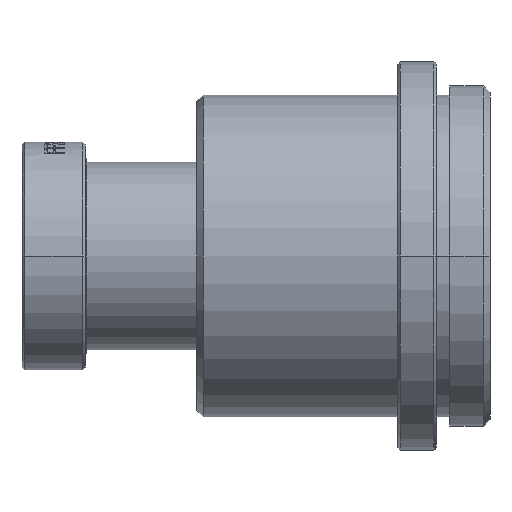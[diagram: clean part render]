
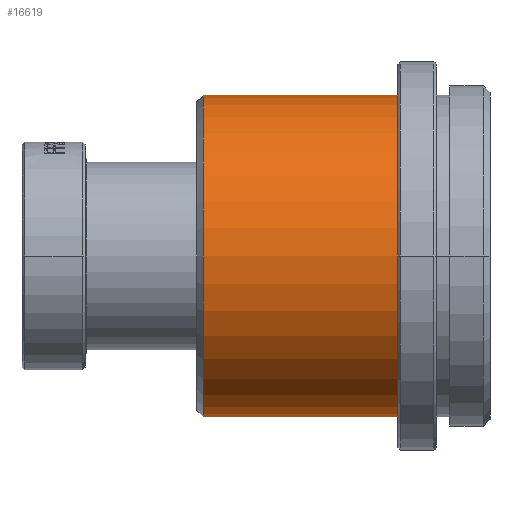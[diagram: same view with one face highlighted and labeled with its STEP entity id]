
A CAD part, front view. The second image highlights one B-rep face of the part: STEP entity #16619.
In plain terms, the highlighted cylindrical face has radius 12 mm (diameter 24 mm), a partial arc.
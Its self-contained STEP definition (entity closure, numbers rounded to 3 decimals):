
#15962=CARTESIAN_POINT('',(0.,0.,-5.5));
#15963=DIRECTION('',(0.,0.,1.));
#15964=DIRECTION('',(0.,1.,0.));
#15965=AXIS2_PLACEMENT_3D('',#15962,#15963,#15964);
#15971=DIRECTION('',(0.,0.,-1.));
#15972=VECTOR('',#15971,14.5);
#15973=CARTESIAN_POINT('',(0.,-12.,9.));
#15974=LINE('',#15973,#15972);
#15975=DIRECTION('',(0.,0.,-1.));
#15976=VECTOR('',#15975,14.5);
#15977=CARTESIAN_POINT('',(0.,12.,9.));
#15978=LINE('',#15977,#15976);
#15999=CARTESIAN_POINT('',(0.,0.,9.));
#16000=DIRECTION('',(0.,0.,-1.));
#16001=DIRECTION('',(0.,-1.,0.));
#16002=AXIS2_PLACEMENT_3D('',#15999,#16000,#16001);
#16390=CARTESIAN_POINT('',(0.,-12.,-5.5));
#16391=CARTESIAN_POINT('',(0.,12.,-5.5));
#16392=VERTEX_POINT('',#16390);
#16393=VERTEX_POINT('',#16391);
#16394=CARTESIAN_POINT('',(0.,-12.,9.));
#16395=VERTEX_POINT('',#16394);
#16396=CARTESIAN_POINT('',(0.,12.,9.));
#16397=VERTEX_POINT('',#16396);
#16605=CARTESIAN_POINT('',(0.,0.,-6.));
#16606=DIRECTION('',(0.,0.,-1.));
#16607=DIRECTION('',(0.,1.,0.));
#16608=AXIS2_PLACEMENT_3D('',#16605,#16606,#16607);
#16609=CYLINDRICAL_SURFACE('',#16608,12.);
#16610=ORIENTED_EDGE('',*,*,#16599,.F.);
#16612=ORIENTED_EDGE('',*,*,#16611,.F.);
#16614=ORIENTED_EDGE('',*,*,#16613,.F.);
#16616=ORIENTED_EDGE('',*,*,#16615,.T.);
#16617=EDGE_LOOP('',(#16610,#16612,#16614,#16616));
#16618=FACE_OUTER_BOUND('',#16617,.F.);
#16619=ADVANCED_FACE('',(#16618),#16609,.T.);
#15966=CIRCLE('',#15965,12.);
#16003=CIRCLE('',#16002,12.);
#16599=EDGE_CURVE('',#16393,#16392,#15966,.T.);
#16611=EDGE_CURVE('',#16397,#16393,#15978,.T.);
#16613=EDGE_CURVE('',#16395,#16397,#16003,.T.);
#16615=EDGE_CURVE('',#16395,#16392,#15974,.T.);
